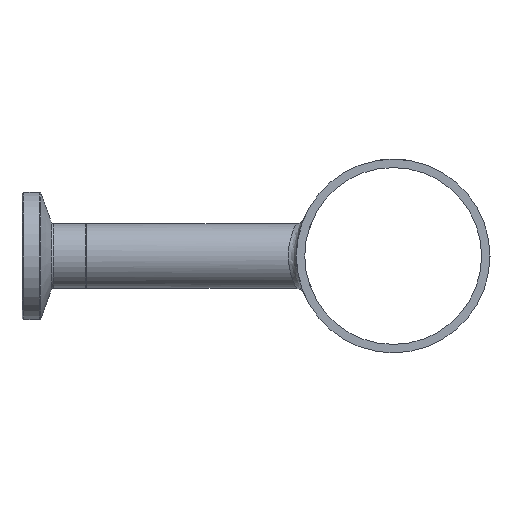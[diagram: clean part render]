
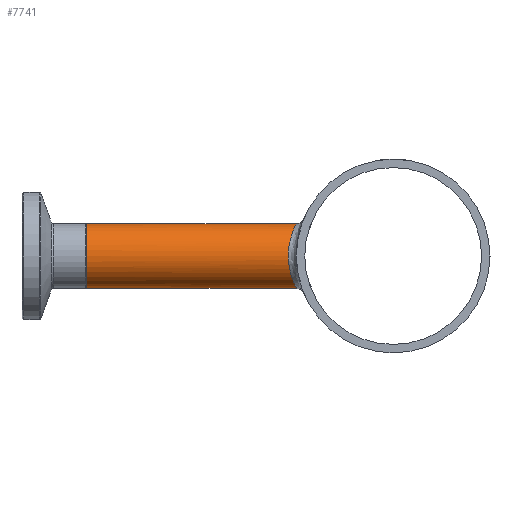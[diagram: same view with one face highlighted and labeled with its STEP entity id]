
A CAD part, left-side view. The second image highlights one B-rep face of the part: STEP entity #7741.
In plain terms, the highlighted cylindrical face has radius 6.35 mm (diameter 12.7 mm), a full revolution.
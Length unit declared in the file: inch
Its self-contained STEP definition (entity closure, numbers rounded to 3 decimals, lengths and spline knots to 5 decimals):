
#159=FACE_BOUND('',#1446,.T.);
#963=FACE_OUTER_BOUND('',#1445,.T.);
#1445=EDGE_LOOP('',(#7192));
#1446=EDGE_LOOP('',(#7193));
#2682=CIRCLE('',#8215,0.25);
#3050=B_SPLINE_CURVE_WITH_KNOTS('',3,(#16840,#16841,#16842,#16843,#16844,
#16845,#16846,#16847,#16848,#16849,#16850,#16851,#16852,#16853,#16854,#16855),
 .UNSPECIFIED.,.T.,.F.,(4,1,1,1,1,1,1,1,1,1,1,1,1,4),(0.,0.27566,
0.55133,0.82699,1.10265,1.65398,1.83775,
2.2053,2.48096,2.75663,3.03229,3.30795,
3.58361,3.85928),.UNSPECIFIED.);
#3808=VERTEX_POINT('',#16756);
#3809=VERTEX_POINT('',#16838);
#4939=EDGE_CURVE('',#3808,#3808,#2682,.T.);
#4941=EDGE_CURVE('',#3809,#3809,#3050,.T.);
#7192=ORIENTED_EDGE('',*,*,#4939,.T.);
#7193=ORIENTED_EDGE('',*,*,#4941,.F.);
#7252=CYLINDRICAL_SURFACE('',#8217,0.25);
#7741=ADVANCED_FACE('',(#963,#159),#7252,.T.);
#8215=AXIS2_PLACEMENT_3D('',#16757,#9696,#9697);
#8217=AXIS2_PLACEMENT_3D('',#16856,#9700,#9701);
#9696=DIRECTION('center_axis',(0.,-1.,0.));
#9697=DIRECTION('ref_axis',(1.,0.,0.));
#9700=DIRECTION('center_axis',(0.,-1.,0.));
#9701=DIRECTION('ref_axis',(1.,0.,0.));
#16756=CARTESIAN_POINT('',(-0.25,2.375,0.));
#16757=CARTESIAN_POINT('Origin',(0.,2.375,0.));
#16838=CARTESIAN_POINT('',(0.,0.75,0.25));
#16840=CARTESIAN_POINT('Ctrl Pts',(0.,0.74996,
0.25003));
#16841=CARTESIAN_POINT('Ctrl Pts',(-0.03771,0.74996,
0.25003));
#16842=CARTESIAN_POINT('Ctrl Pts',(-0.11315,0.75966,
0.23245));
#16843=CARTESIAN_POINT('Ctrl Pts',(-0.20156,0.78984,
0.16137));
#16844=CARTESIAN_POINT('Ctrl Pts',(-0.25203,0.81335,
0.05862));
#16845=CARTESIAN_POINT('Ctrl Pts',(-0.25215,0.81366,
-0.09789));
#16846=CARTESIAN_POINT('Ctrl Pts',(-0.15931,0.76947,
-0.21349));
#16847=CARTESIAN_POINT('Ctrl Pts',(-0.01396,0.74513,
-0.25862));
#16848=CARTESIAN_POINT('Ctrl Pts',(0.10331,0.75597,
-0.24062));
#16849=CARTESIAN_POINT('Ctrl Pts',(0.20156,0.78996,
-0.16134));
#16850=CARTESIAN_POINT('Ctrl Pts',(0.25207,0.81334,
-0.05853));
#16851=CARTESIAN_POINT('Ctrl Pts',(0.25205,0.81345,
0.05845));
#16852=CARTESIAN_POINT('Ctrl Pts',(0.20157,0.7898,
0.1615));
#16853=CARTESIAN_POINT('Ctrl Pts',(0.11314,0.75967,
0.23242));
#16854=CARTESIAN_POINT('Ctrl Pts',(0.03772,0.74996,
0.25002));
#16855=CARTESIAN_POINT('Ctrl Pts',(0.,0.74996,
0.25003));
#16856=CARTESIAN_POINT('Origin',(0.,2.375,0.));
